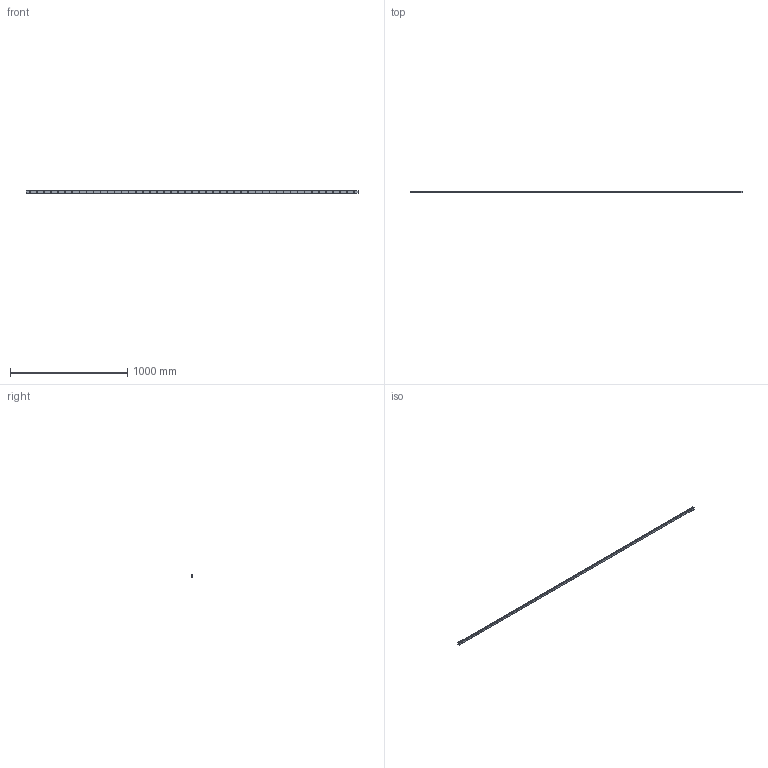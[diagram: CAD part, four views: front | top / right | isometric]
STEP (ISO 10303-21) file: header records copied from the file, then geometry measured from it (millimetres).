
FILE_DESCRIPTION (( 'STEP AP214' ), '1' );
FILE_NAME ('SSR20XTB1SS-2830L_G35_0_B-M6F_1381-75_0_0_0.STEP', '2021-06-28T09:13:01', ( '' ), ( '' ), 'SwSTEP 2.0', 'SolidWorks 2021', '' );
FILE_SCHEMA (( 'AUTOMOTIVE_DESIGN' ));
Length unit declared in the file: millimetre
Products named in the file (2): SSR20XTB1SS-2830L_G35_0_B-M6F_1381-75_0_0_0; _SSR20XTB283035 Track
Assembly tree (1 placements, depth 2):
  SSR20XTB1SS-2830L_G35_0_B-M6F_1381-75_0_0_0
    _SSR20XTB283035 Track
Bounding box: 2830 x 15.5 x 20 mm (x, y, z)
Volume: 749475.7 mm3; surface area: 225974.2 mm2
Topology: 1 solids, 1 shells, 262 faces, 639 edges, 426 vertices
Faces by surface type: cylinder 195, plane 67
Entity records: 8167 total; most frequent: DIRECTION 1561, CARTESIAN_POINT 1331, ORIENTED_EDGE 1278, AXIS2_PLACEMENT_3D 656, EDGE_CURVE 639, VERTEX_POINT 426, EDGE_LOOP 403, CIRCLE 390
